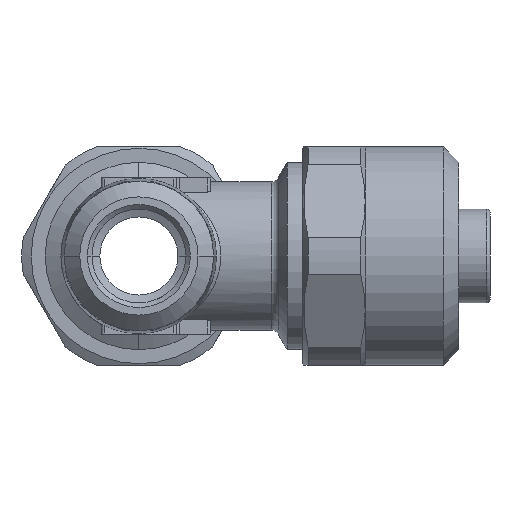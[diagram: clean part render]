
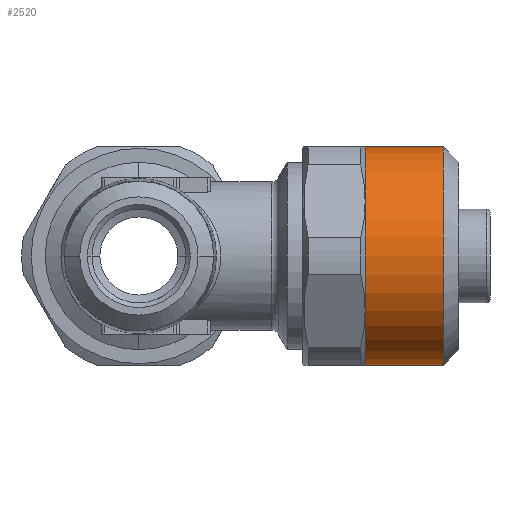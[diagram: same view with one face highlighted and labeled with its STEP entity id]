
A CAD part, front view. The second image highlights one B-rep face of the part: STEP entity #2520.
In plain terms, the highlighted cylindrical face has radius 7 mm (diameter 14 mm), a partial arc.
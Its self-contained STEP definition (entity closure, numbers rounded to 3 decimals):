
#122 = CARTESIAN_POINT ( 'NONE',  ( 7.287, 0., 0. ) ) ;
#123 = DIRECTION ( 'NONE',  ( -1., 0., 0. ) ) ;
#124 = DIRECTION ( 'NONE',  ( 0., 0., -1. ) ) ;
#459 = CARTESIAN_POINT ( 'NONE',  ( 19.5, 0., 7. ) ) ;
#462 = CARTESIAN_POINT ( 'NONE',  ( 14.5, -6.062, -3.5 ) ) ;
#468 = CARTESIAN_POINT ( 'NONE',  ( 14.5, 0., -7. ) ) ;
#473 = CARTESIAN_POINT ( 'NONE',  ( 14.5, -6.062, 3.5 ) ) ;
#477 = CARTESIAN_POINT ( 'NONE',  ( 14.5, 0., 7. ) ) ;
#487 = CARTESIAN_POINT ( 'NONE',  ( 19.5, 0., -7. ) ) ;
#746 = CARTESIAN_POINT ( 'NONE',  ( 19.5, 0., 0. ) ) ;
#747 = DIRECTION ( 'NONE',  ( -1., 0., 0. ) ) ;
#748 = DIRECTION ( 'NONE',  ( 0., 0., -1. ) ) ;
#751 = CARTESIAN_POINT ( 'NONE',  ( 7.287, 0., 7. ) ) ;
#752 = DIRECTION ( 'NONE',  ( -1., 0., 0. ) ) ;
#762 = CARTESIAN_POINT ( 'NONE',  ( 14.5, 0., 0. ) ) ;
#763 = DIRECTION ( 'NONE',  ( -1., 0., 0. ) ) ;
#764 = DIRECTION ( 'NONE',  ( 0., 0., -1. ) ) ;
#770 = CARTESIAN_POINT ( 'NONE',  ( 7.287, 0., -7. ) ) ;
#771 = DIRECTION ( 'NONE',  ( -1., 0., 0. ) ) ;
#772 = CARTESIAN_POINT ( 'NONE',  ( 14.5, 0., 0. ) ) ;
#773 = DIRECTION ( 'NONE',  ( -1., 0., 0. ) ) ;
#774 = DIRECTION ( 'NONE',  ( 0., 0., -1. ) ) ;
#775 = CARTESIAN_POINT ( 'NONE',  ( 14.5, 0., 0. ) ) ;
#776 = DIRECTION ( 'NONE',  ( -1., 0., 0. ) ) ;
#777 = DIRECTION ( 'NONE',  ( 0., 0., -1. ) ) ;
#814 = VECTOR ( 'NONE', #752, 1000. ) ;
#817 = CIRCLE ( 'NONE', #819, 7. ) ;
#819 = AXIS2_PLACEMENT_3D ( 'NONE', #762, #763, #764 ) ;
#822 = CIRCLE ( 'NONE', #826, 7. ) ;
#825 = VECTOR ( 'NONE', #771, 1000. ) ;
#826 = AXIS2_PLACEMENT_3D ( 'NONE', #772, #773, #774 ) ;
#827 = CIRCLE ( 'NONE', #828, 7. ) ;
#828 = AXIS2_PLACEMENT_3D ( 'NONE', #775, #776, #777 ) ;
#2363 = AXIS2_PLACEMENT_3D ( 'NONE', #746, #747, #748 ) ;
#2520 = ADVANCED_FACE ( 'NONE', ( #4649 ), #4650, .T. ) ;
#2719 = VERTEX_POINT ( 'NONE', #459 ) ;
#2722 = VERTEX_POINT ( 'NONE', #462 ) ;
#2728 = VERTEX_POINT ( 'NONE', #468 ) ;
#2734 = VERTEX_POINT ( 'NONE', #473 ) ;
#2739 = VERTEX_POINT ( 'NONE', #477 ) ;
#2753 = VERTEX_POINT ( 'NONE', #487 ) ;
#2883 = AXIS2_PLACEMENT_3D ( 'NONE', #122, #123, #124 ) ;
#3206 = CIRCLE ( 'NONE', #2363, 7. ) ;
#3403 = EDGE_CURVE ( 'NONE', #2753, #2719, #3206, .T. ) ;
#3405 = EDGE_CURVE ( 'NONE', #2719, #2739, #4713, .T. ) ;
#3408 = EDGE_CURVE ( 'NONE', #2734, #2739, #817, .T. ) ;
#3411 = EDGE_CURVE ( 'NONE', #2753, #2728, #4715, .T. ) ;
#3412 = EDGE_CURVE ( 'NONE', #2728, #2722, #822, .T. ) ;
#3413 = EDGE_CURVE ( 'NONE', #2722, #2734, #827, .T. ) ;
#3807 = ORIENTED_EDGE ( 'NONE', *, *, #3403, .T. ) ;
#3808 = ORIENTED_EDGE ( 'NONE', *, *, #3408, .F. ) ;
#3809 = ORIENTED_EDGE ( 'NONE', *, *, #3405, .T. ) ;
#3817 = ORIENTED_EDGE ( 'NONE', *, *, #3413, .F. ) ;
#3819 = ORIENTED_EDGE ( 'NONE', *, *, #3411, .F. ) ;
#3820 = ORIENTED_EDGE ( 'NONE', *, *, #3412, .F. ) ;
#4132 = EDGE_LOOP ( 'NONE', ( #3807, #3809, #3808, #3817, #3820, #3819 ) ) ;
#4649 = FACE_OUTER_BOUND ( 'NONE', #4132, .T. ) ;
#4650 = CYLINDRICAL_SURFACE ( 'NONE', #2883, 7. ) ;
#4713 = LINE ( 'NONE', #751, #814 ) ;
#4715 = LINE ( 'NONE', #770, #825 ) ;
